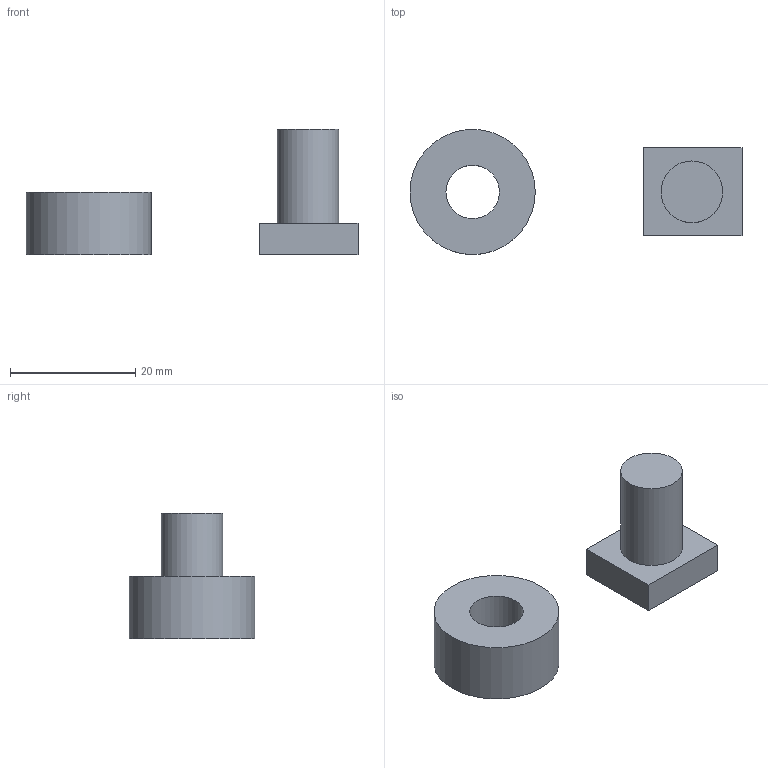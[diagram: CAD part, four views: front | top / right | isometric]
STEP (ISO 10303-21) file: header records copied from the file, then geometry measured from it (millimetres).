
FILE_DESCRIPTION(/* description */ ('','CAx-IF Rec.Pracs.---Representation and Presentation of Product Manufacturing Information (PMI)---4.0---2014-10-13'),/* implementation_level */ '2;1');
FILE_NAME(/* name */ '',/* time_stamp */ '2025-01-28T18:12:39+08:00',/* author */ (''),/* organization */ (''),/* preprocessor_version */ 'ST-DEVELOPER v20',/* originating_system */ 'Autodesk Translation Framework v13.20.0.188',/* authorisation */ '');
FILE_SCHEMA (('AP242_MANAGED_MODEL_BASED_3D_ENGINEERING_MIM_LF { 1 0 10303 442 1 1 4 }'));
Length unit declared in the file: millimetre
Products named in the file (1): 螺丝
Bounding box: 53 x 20 x 20 mm (x, y, z)
Volume: 4812.1 mm3; surface area: 2610.7 mm2
Topology: 2 solids, 2 shells, 12 faces, 21 edges, 14 vertices
Faces by surface type: plane 9, cylinder 3
Full cylindrical faces by diameter (mm): 8.526 x1, 9.85 x1, 20 x1
Entity records: 327 total; most frequent: DIRECTION 53, CARTESIAN_POINT 48, ORIENTED_EDGE 42, EDGE_CURVE 21, AXIS2_PLACEMENT_3D 19, EDGE_LOOP 15, LINE 15, VECTOR 15
